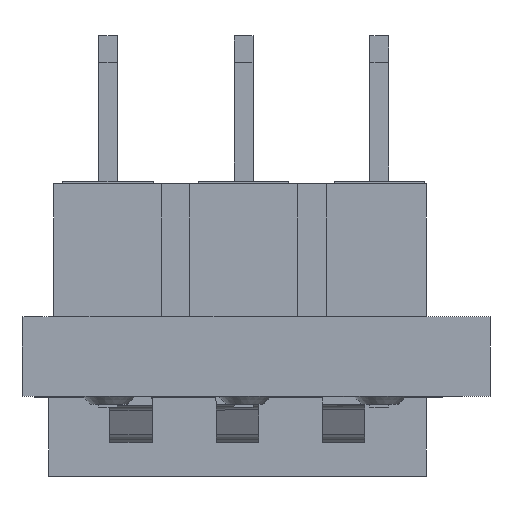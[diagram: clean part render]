
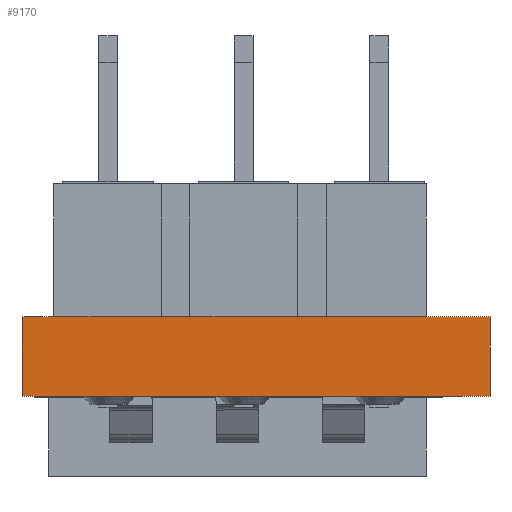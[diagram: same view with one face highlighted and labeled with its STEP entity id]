
A CAD part, front view. The second image highlights one B-rep face of the part: STEP entity #9170.
In plain terms, the highlighted planar face has unit normal (0, -1, 0).
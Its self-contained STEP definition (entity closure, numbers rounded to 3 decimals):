
#397=FACE_OUTER_BOUND('',#882,.T.);
#882=EDGE_LOOP('',(#6885,#6886,#6887,#6888));
#1281=LINE('',#12668,#2406);
#1319=LINE('',#13028,#2444);
#1795=LINE('',#19381,#2920);
#1797=LINE('',#19385,#2922);
#2406=VECTOR('',#10062,8.8);
#2444=VECTOR('',#10108,8.8);
#2920=VECTOR('',#10754,1.5);
#2922=VECTOR('',#10760,1.5);
#3545=VERTEX_POINT('',#12664);
#3547=VERTEX_POINT('',#12667);
#3591=VERTEX_POINT('',#13021);
#3594=VERTEX_POINT('',#13026);
#4534=EDGE_CURVE('',#3547,#3545,#1281,.T.);
#4582=EDGE_CURVE('',#3594,#3591,#1319,.T.);
#5186=EDGE_CURVE('',#3591,#3545,#1795,.T.);
#5188=EDGE_CURVE('',#3594,#3547,#1797,.T.);
#6885=ORIENTED_EDGE('',*,*,#4534,.T.);
#6886=ORIENTED_EDGE('',*,*,#5186,.F.);
#6887=ORIENTED_EDGE('',*,*,#4582,.F.);
#6888=ORIENTED_EDGE('',*,*,#5188,.T.);
#8510=PLANE('',#9614);
#9170=ADVANCED_FACE('',(#397),#8510,.F.);
#9614=AXIS2_PLACEMENT_3D('',#19386,#10761,#10762);
#10062=DIRECTION('',(1.,0.,0.));
#10108=DIRECTION('',(1.,0.,0.));
#10754=DIRECTION('',(0.,0.,-1.));
#10760=DIRECTION('',(0.,0.,-1.));
#10761=DIRECTION('center_axis',(0.,1.,0.));
#10762=DIRECTION('ref_axis',(0.,0.,1.));
#12664=CARTESIAN_POINT('',(4.4,-6.1,0.));
#12667=CARTESIAN_POINT('',(-4.4,-6.1,0.));
#12668=CARTESIAN_POINT('',(-4.4,-6.1,0.));
#13021=CARTESIAN_POINT('',(4.4,-6.1,1.5));
#13026=CARTESIAN_POINT('',(-4.4,-6.1,1.5));
#13028=CARTESIAN_POINT('',(-4.4,-6.1,1.5));
#19381=CARTESIAN_POINT('',(4.4,-6.1,1.5));
#19385=CARTESIAN_POINT('',(-4.4,-6.1,1.5));
#19386=CARTESIAN_POINT('Origin',(-4.4,-6.1,1.5));
